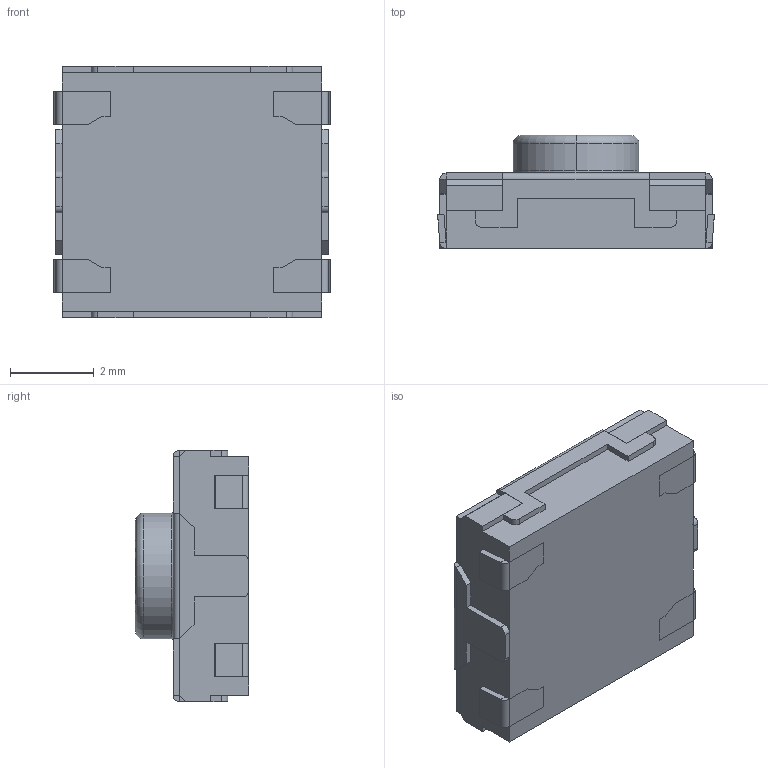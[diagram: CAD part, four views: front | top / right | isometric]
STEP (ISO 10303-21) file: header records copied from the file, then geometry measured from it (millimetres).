
FILE_DESCRIPTION (( 'STEP AP214' ), '1' );
FILE_NAME ('EVQ-Q2B02W.STEP', '2017-10-24T12:25:08', ( '' ), ( '' ), 'SwSTEP 2.0', 'SolidWorks 2017', '' );
FILE_SCHEMA (( 'AUTOMOTIVE_DESIGN' ));
Length unit declared in the file: millimetre
Products named in the file (1): EVQ-Q2B02W
Bounding box: 6.6 x 2.7 x 6 mm (x, y, z)
Volume: 71.8 mm3; surface area: 263.8 mm2
Topology: 7 solids, 7 shells, 196 faces, 468 edges, 288 vertices
Faces by surface type: plane 168, cylinder 24, torus 4
Entity records: 6000 total; most frequent: CARTESIAN_POINT 953, ORIENTED_EDGE 936, DIRECTION 918, EDGE_CURVE 468, VECTOR 412, LINE 412, VERTEX_POINT 288, AXIS2_PLACEMENT_3D 253
